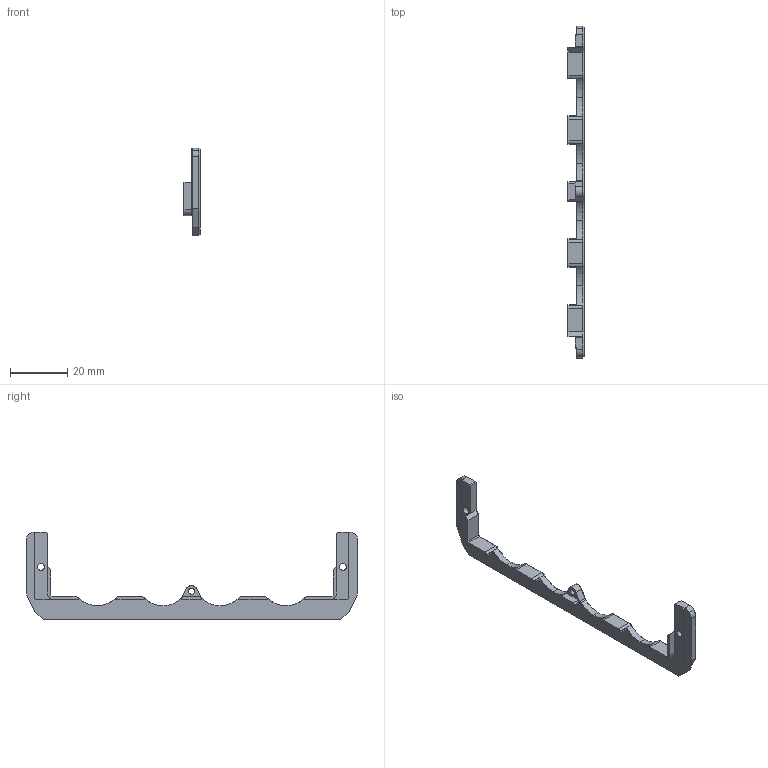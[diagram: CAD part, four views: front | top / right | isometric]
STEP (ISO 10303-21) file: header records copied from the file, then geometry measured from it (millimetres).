
FILE_DESCRIPTION (( 'STEP AP214' ), '1' );
FILE_NAME ('Exhaust Grill Cover.STEP', '2024-08-18T21:36:46', ( '' ), ( '' ), 'SwSTEP 2.0', 'SolidWorks 2024', '' );
FILE_SCHEMA (( 'AUTOMOTIVE_DESIGN' ));
Length unit declared in the file: metre
Products named in the file (1): Exhaust Grill Cover
Bounding box: 5.6 x 116.1 x 30.7 mm (x, y, z)
Volume: 3276.9 mm3; surface area: 3609.2 mm2
Topology: 1 solids, 1 shells, 139 faces, 366 edges, 229 vertices
Faces by surface type: plane 76, cylinder 41, cone 22
Entity records: 4295 total; most frequent: CARTESIAN_POINT 755, DIRECTION 752, ORIENTED_EDGE 732, EDGE_CURVE 366, AXIS2_PLACEMENT_3D 252, LINE 248, VECTOR 248, VERTEX_POINT 229
